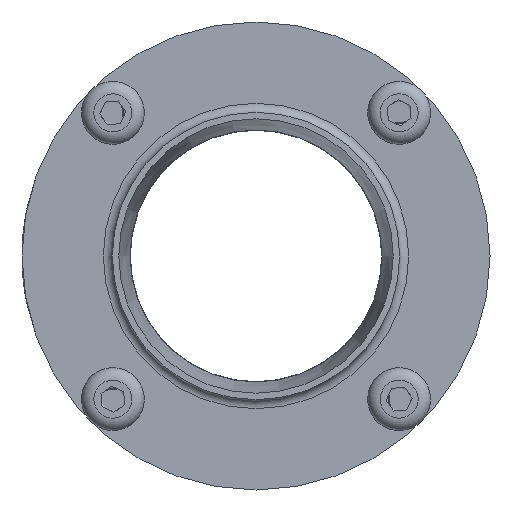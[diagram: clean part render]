
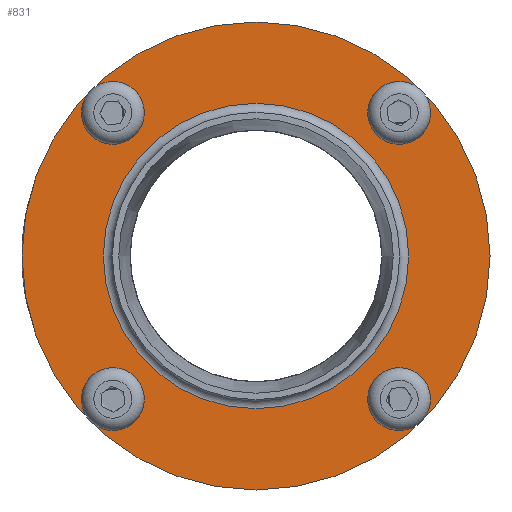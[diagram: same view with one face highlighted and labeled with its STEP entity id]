
A CAD part, left-side view. The second image highlights one B-rep face of the part: STEP entity #831.
In plain terms, the highlighted planar face has unit normal (-1, 0, 0).
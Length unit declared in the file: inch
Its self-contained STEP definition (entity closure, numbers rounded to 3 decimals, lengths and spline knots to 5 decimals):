
#184=FACE_BOUND('',#303,.T.);
#185=FACE_BOUND('',#304,.T.);
#186=FACE_BOUND('',#305,.T.);
#187=FACE_BOUND('',#306,.T.);
#188=FACE_BOUND('',#307,.T.);
#196=PLANE('',#1010);
#238=FACE_OUTER_BOUND('',#302,.T.);
#302=EDGE_LOOP('',(#714));
#303=EDGE_LOOP('',(#715));
#304=EDGE_LOOP('',(#716));
#305=EDGE_LOOP('',(#717));
#306=EDGE_LOOP('',(#718));
#307=EDGE_LOOP('',(#719));
#355=CIRCLE('',#984,0.14063);
#357=CIRCLE('',#987,0.14063);
#359=CIRCLE('',#990,0.14063);
#361=CIRCLE('',#993,0.14063);
#371=CIRCLE('',#1009,1.06);
#372=CIRCLE('',#1011,1.625);
#420=VERTEX_POINT('',#1503);
#422=VERTEX_POINT('',#1509);
#424=VERTEX_POINT('',#1515);
#426=VERTEX_POINT('',#1521);
#435=VERTEX_POINT('',#1549);
#436=VERTEX_POINT('',#1553);
#511=EDGE_CURVE('',#420,#420,#355,.T.);
#514=EDGE_CURVE('',#422,#422,#357,.T.);
#517=EDGE_CURVE('',#424,#424,#359,.T.);
#520=EDGE_CURVE('',#426,#426,#361,.T.);
#534=EDGE_CURVE('',#435,#435,#371,.T.);
#535=EDGE_CURVE('',#436,#436,#372,.T.);
#714=ORIENTED_EDGE('',*,*,#535,.F.);
#715=ORIENTED_EDGE('',*,*,#511,.T.);
#716=ORIENTED_EDGE('',*,*,#514,.T.);
#717=ORIENTED_EDGE('',*,*,#517,.T.);
#718=ORIENTED_EDGE('',*,*,#520,.T.);
#719=ORIENTED_EDGE('',*,*,#534,.T.);
#831=ADVANCED_FACE('',(#238,#184,#185,#186,#187,#188),#196,.T.);
#984=AXIS2_PLACEMENT_3D('',#1504,#1174,#1175);
#987=AXIS2_PLACEMENT_3D('',#1510,#1181,#1182);
#990=AXIS2_PLACEMENT_3D('',#1516,#1188,#1189);
#993=AXIS2_PLACEMENT_3D('',#1522,#1195,#1196);
#1009=AXIS2_PLACEMENT_3D('',#1551,#1231,#1232);
#1010=AXIS2_PLACEMENT_3D('',#1552,#1233,#1234);
#1011=AXIS2_PLACEMENT_3D('',#1554,#1235,#1236);
#1174=DIRECTION('center_axis',(1.,0.,0.));
#1175=DIRECTION('ref_axis',(0.,1.,0.));
#1181=DIRECTION('center_axis',(1.,0.,0.));
#1182=DIRECTION('ref_axis',(0.,0.,-1.));
#1188=DIRECTION('center_axis',(1.,0.,0.));
#1189=DIRECTION('ref_axis',(0.,-1.,0.));
#1195=DIRECTION('center_axis',(1.,0.,0.));
#1196=DIRECTION('ref_axis',(0.,0.,1.));
#1231=DIRECTION('center_axis',(1.,0.,0.));
#1232=DIRECTION('ref_axis',(0.,0.,-1.));
#1233=DIRECTION('center_axis',(-1.,0.,0.));
#1234=DIRECTION('ref_axis',(0.,0.,1.));
#1235=DIRECTION('center_axis',(1.,0.,0.));
#1236=DIRECTION('ref_axis',(0.,0.,-1.));
#1503=CARTESIAN_POINT('',(-0.24309,0.85357,-0.99419));
#1504=CARTESIAN_POINT('Origin',(-0.24309,0.99419,-0.99419));
#1509=CARTESIAN_POINT('',(-0.24309,-0.99419,-0.85357));
#1510=CARTESIAN_POINT('Origin',(-0.24309,-0.99419,-0.99419));
#1515=CARTESIAN_POINT('',(-0.24309,-0.85357,0.99419));
#1516=CARTESIAN_POINT('Origin',(-0.24309,-0.99419,0.99419));
#1521=CARTESIAN_POINT('',(-0.24309,0.99419,0.85357));
#1522=CARTESIAN_POINT('Origin',(-0.24309,0.99419,0.99419));
#1549=CARTESIAN_POINT('',(-0.24309,0.,1.06));
#1551=CARTESIAN_POINT('Origin',(-0.24309,0.,0.));
#1552=CARTESIAN_POINT('Origin',(-0.24309,1.625,0.));
#1553=CARTESIAN_POINT('',(-0.24309,-1.625,0.));
#1554=CARTESIAN_POINT('Origin',(-0.24309,0.,0.));
